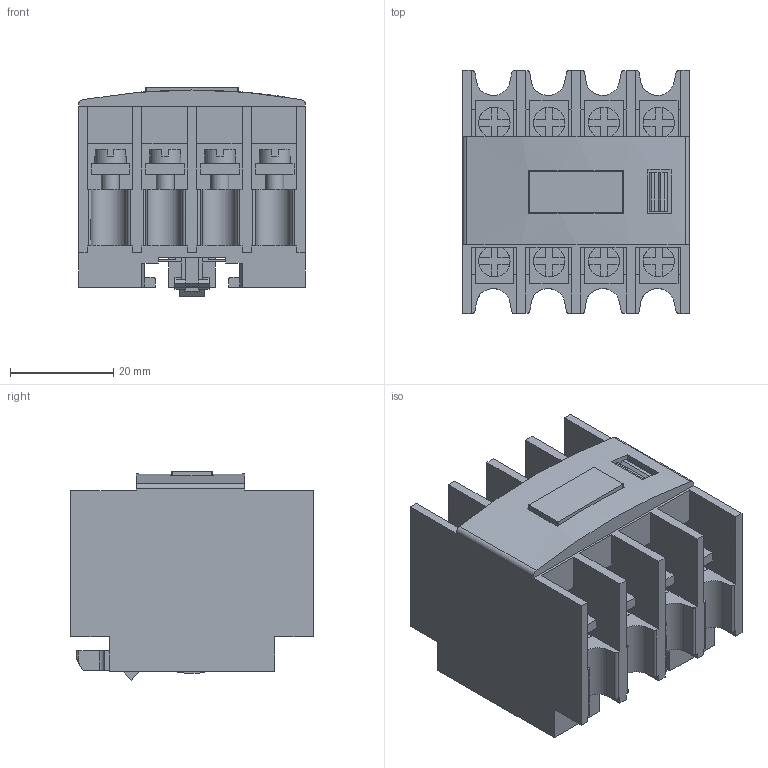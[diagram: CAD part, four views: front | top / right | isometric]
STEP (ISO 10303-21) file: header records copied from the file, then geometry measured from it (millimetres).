
FILE_DESCRIPTION((''),'2;1');
FILE_NAME('1637302588758_ASM','2021-11-19T11:46:29',('SESA540900'),('Schneider-Electric'),'CREO PARAMETRIC BY PTC INC, 2019471','CREO PARAMETRIC BY PTC INC, 2019471','');
FILE_SCHEMA(('AP242_MANAGED_MODEL_BASED_3D_ENGINEERING_MIM_LF { 1 0 10303 442 1 1 4 }'));
Length unit declared in the file: millimetre
Products named in the file (4): EMPTYNODE_1637302588801_ASM; LADNXX6-4CT-3D-SIMPLIFIED; LADNXX6-4CT-3D_ASM; 1637302588758_ASM
Assembly tree (3 placements, depth 3):
  1637302588758_ASM
    EMPTYNODE_1637302588801_ASM
    LADNXX6-4CT-3D_ASM
      LADNXX6-4CT-3D-SIMPLIFIED
Bounding box: 43.9 x 47 x 40.5 mm (x, y, z)
Volume: 38765 mm3; surface area: 25708.7 mm2
Topology: 4 solids, 12 shells, 643 faces, 1804 edges, 1222 vertices
Faces by surface type: plane 535, cylinder 84, extrusion 24
Entity records: 30092 total; most frequent: CARTESIAN_POINT 4477, ORIENTED_EDGE 3560, DIRECTION 3314, PRESENTATION_STYLE_ASSIGNMENT 2089, STYLED_ITEM 1812, CURVE_STYLE 1808, EDGE_CURVE 1780, VECTOR 1536
